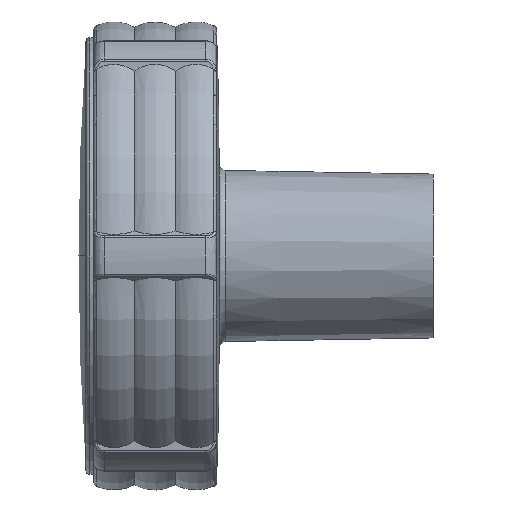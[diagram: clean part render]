
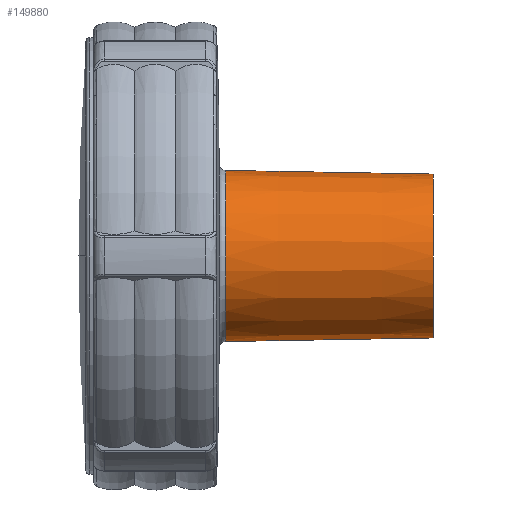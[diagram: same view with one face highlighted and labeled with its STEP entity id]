
A CAD part, left-side view. The second image highlights one B-rep face of the part: STEP entity #149880.
In plain terms, the highlighted conical face has half-angle 1 degrees and reference radius 6 mm.
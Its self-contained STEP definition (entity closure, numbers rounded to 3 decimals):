
#19650=CARTESIAN_POINT('',(0.,15.21,-46.265));
#19660=VERTEX_POINT('',#19650);
#19690=CARTESIAN_POINT('',(0.,15.21,-40.));
#19700=DIRECTION('',(0.,1.,0.));
#19710=DIRECTION('',(0.,0.,-1.));
#19720=AXIS2_PLACEMENT_3D('',#19690,#19700,#19710);
#19730=CIRCLE('',#19720,6.265);
#19740=CARTESIAN_POINT('',(0.,15.21,-33.735));
#19750=VERTEX_POINT('',#19740);
#19940=CARTESIAN_POINT('',(0.,0.,-34.));
#19950=DIRECTION('',(0.,1.,0.017));
#19960=VECTOR('',#19950,343.792);
#19970=LINE('',#19940,#19960);
#19980=CARTESIAN_POINT('',(0.,0.,-34.));
#19990=VERTEX_POINT('',#19980);
#20000=EDGE_CURVE('',#19990,#19750,#19970,.T.);
#20030=CARTESIAN_POINT('',(0.,0.,
-46.));
#20040=DIRECTION('',(0.,1.,
-0.017));
#20050=VECTOR('',#20040,343.792);
#20060=LINE('',#20030,#20050);
#20070=CARTESIAN_POINT('',(0.,0.,
-46.));
#20080=VERTEX_POINT('',#20070);
#20090=EDGE_CURVE('',#20080,#19660,#20060,.T.);
#20110=CARTESIAN_POINT('',(0.,0.,-40.));
#20120=DIRECTION('',(0.,-1.,0.));
#20130=DIRECTION('',(0.,0.,1.));
#20140=AXIS2_PLACEMENT_3D('',#20110,#20120,#20130);
#20150=CIRCLE('',#20140,6.);
#20410=EDGE_CURVE('',#19990,#20080,#20150,.T.);
#149720=CARTESIAN_POINT('',(0.,0.,-40.));
#149730=DIRECTION('',(0.,1.,0.));
#149740=DIRECTION('',(0.,0.,1.));
#149750=AXIS2_PLACEMENT_3D('',#149720,#149730,#149740);
#149760=CONICAL_SURFACE('',#149750,6.,0.017);
#149770=CARTESIAN_POINT('',(-6.265,15.21,-40.));
#149780=VERTEX_POINT('',#149770);
#149790=EDGE_CURVE('',#149780,#19750,#19730,.T.);
#149800=ORIENTED_EDGE('',*,*,#149790,.F.);
#149810=ORIENTED_EDGE('',*,*,#20000,.T.);
#149820=ORIENTED_EDGE('',*,*,#20410,.F.);
#149830=ORIENTED_EDGE('',*,*,#20090,.F.);
#149840=EDGE_CURVE('',#19660,#149780,#19730,.T.);
#149850=ORIENTED_EDGE('',*,*,#149840,.F.);
#149860=EDGE_LOOP('',(#149850,#149830,#149820,#149810,#149800));
#149870=FACE_OUTER_BOUND('',#149860,.T.);
#149880=ADVANCED_FACE('',(#149870),#149760,.T.);
